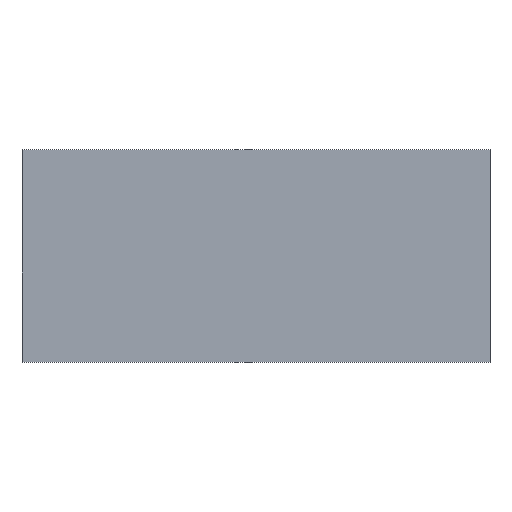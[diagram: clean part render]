
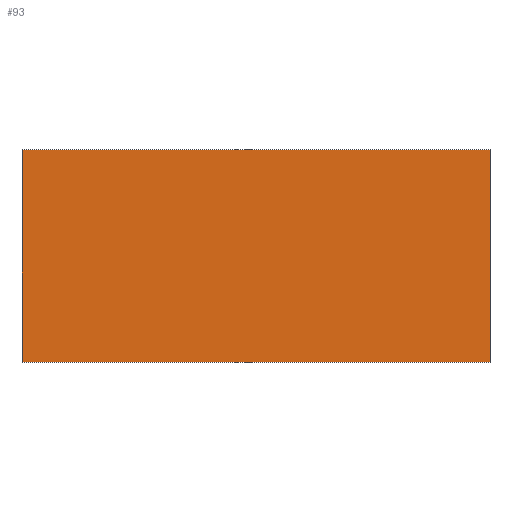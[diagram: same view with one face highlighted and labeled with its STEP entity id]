
A CAD part, top view. The second image highlights one B-rep face of the part: STEP entity #93.
In plain terms, the highlighted planar face has unit normal (0, 0, 1).
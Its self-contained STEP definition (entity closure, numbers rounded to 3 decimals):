
#2 = CARTESIAN_POINT ( 'NONE',  ( 0., 0., 3. ) ) ;
#14 = VERTEX_POINT ( 'NONE', #79 ) ;
#16 = AXIS2_PLACEMENT_3D ( 'NONE', #2, #145, #47 ) ;
#17 = DIRECTION ( 'NONE',  ( 0., 1., 0. ) ) ;
#23 = VECTOR ( 'NONE', #146, 1000. ) ;
#41 = CARTESIAN_POINT ( 'NONE',  ( -11., -5., 3. ) ) ;
#43 = CARTESIAN_POINT ( 'NONE',  ( 11., 5., 3. ) ) ;
#46 = CARTESIAN_POINT ( 'NONE',  ( -11., -5., 3. ) ) ;
#47 = DIRECTION ( 'NONE',  ( -1., 0., 0. ) ) ;
#52 = VERTEX_POINT ( 'NONE', #137 ) ;
#56 = EDGE_CURVE ( 'NONE', #52, #14, #100, .T. ) ;
#58 = VECTOR ( 'NONE', #84, 1000. ) ;
#60 = DIRECTION ( 'NONE',  ( 0., -1., 0. ) ) ;
#69 = CARTESIAN_POINT ( 'NONE',  ( -11., 5., 3. ) ) ;
#71 = VERTEX_POINT ( 'NONE', #43 ) ;
#79 = CARTESIAN_POINT ( 'NONE',  ( -11., -5., 3. ) ) ;
#83 = LINE ( 'NONE', #46, #23 ) ;
#84 = DIRECTION ( 'NONE',  ( -1., 0., 0. ) ) ;
#93 = ADVANCED_FACE ( 'NONE', ( #141 ), #171, .F. ) ;
#100 = LINE ( 'NONE', #41, #104 ) ;
#102 = CARTESIAN_POINT ( 'NONE',  ( 11., -5., 3. ) ) ;
#104 = VECTOR ( 'NONE', #60, 1000. ) ;
#108 = VECTOR ( 'NONE', #17, 1000. ) ;
#112 = LINE ( 'NONE', #102, #108 ) ;
#137 = CARTESIAN_POINT ( 'NONE',  ( -11., 5., 3. ) ) ;
#141 = FACE_OUTER_BOUND ( 'NONE', #191, .T. ) ;
#142 = CARTESIAN_POINT ( 'NONE',  ( 11., -5., 3. ) ) ;
#145 = DIRECTION ( 'NONE',  ( 0., 0., -1. ) ) ;
#146 = DIRECTION ( 'NONE',  ( 1., 0., 0. ) ) ;
#149 = ORIENTED_EDGE ( 'NONE', *, *, #187, .T. ) ;
#158 = LINE ( 'NONE', #69, #58 ) ;
#160 = EDGE_CURVE ( 'NONE', #71, #52, #158, .T. ) ;
#161 = ORIENTED_EDGE ( 'NONE', *, *, #56, .T. ) ;
#170 = EDGE_CURVE ( 'NONE', #192, #71, #112, .T. ) ;
#171 = PLANE ( 'NONE',  #16 ) ;
#187 = EDGE_CURVE ( 'NONE', #14, #192, #83, .T. ) ;
#190 = ORIENTED_EDGE ( 'NONE', *, *, #160, .T. ) ;
#191 = EDGE_LOOP ( 'NONE', ( #199, #190, #161, #149 ) ) ;
#192 = VERTEX_POINT ( 'NONE', #142 ) ;
#199 = ORIENTED_EDGE ( 'NONE', *, *, #170, .T. ) ;
